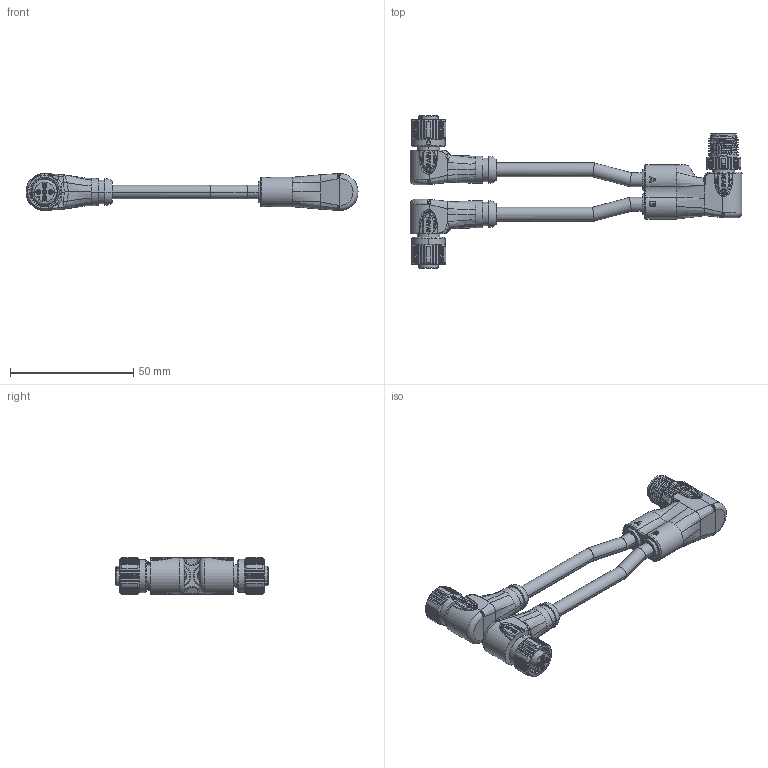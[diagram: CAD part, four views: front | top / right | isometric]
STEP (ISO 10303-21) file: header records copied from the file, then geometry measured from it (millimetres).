
FILE_DESCRIPTION((''),'2;1');
FILE_NAME('M12Y-M05A-S_2M12-F05A-T-1_5-PVC','2024-03-19T',('13539'),(''),'PRO/ENGINEER BY PARAMETRIC TECHNOLOGY CORPORATION, 2012480','PRO/ENGINEER BY PARAMETRIC TECHNOLOGY CORPORATION, 2012480','');
FILE_SCHEMA(('CONFIG_CONTROL_DESIGN'));
Products named in the file (1): M12Y-M05A-S_2M12-F05A-T-1_5-PVC
Bounding box: 134.8 x 62.4 x 15.2 mm (x, y, z)
Volume: 25400.7 mm3; surface area: 16009.8 mm2
Topology: 2 solids, 17 shells, 2221 faces, 6481 edges, 4303 vertices
Faces by surface type: plane 965, cylinder 736, cone 212, bspline 204, extrusion 47, torus 43, sphere 14
Entity records: 100672 total; most frequent: CARTESIAN_POINT 44355, ORIENTED_EDGE 12882, DIRECTION 10592, EDGE_CURVE 6441, VERTEX_POINT 4303, AXIS2_PLACEMENT_3D 4089, VECTOR 2414, LINE 2367
